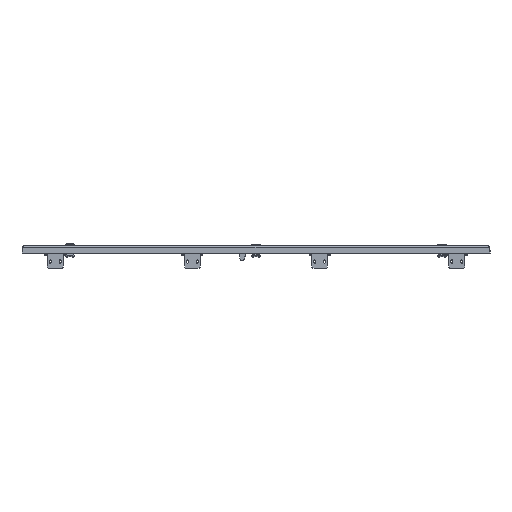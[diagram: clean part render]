
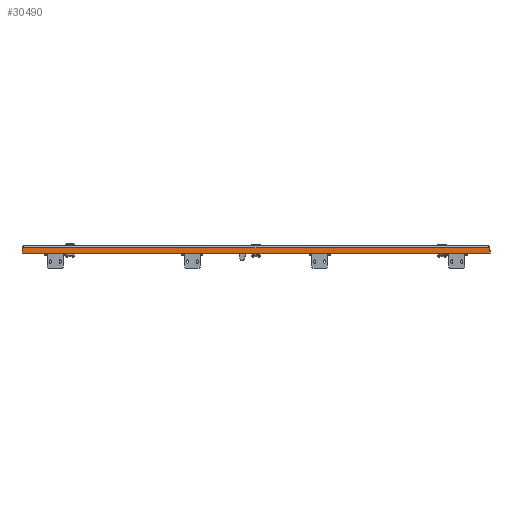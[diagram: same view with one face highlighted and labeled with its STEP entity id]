
A CAD part, left-side view. The second image highlights one B-rep face of the part: STEP entity #30490.
In plain terms, the highlighted planar face has unit normal (-1, 0, 0).
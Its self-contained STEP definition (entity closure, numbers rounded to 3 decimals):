
#5076 = PLANE ( 'NONE',  #63610 ) ;
#10470 = VERTEX_POINT ( 'NONE', #50061 ) ;
#15109 = DIRECTION ( 'NONE',  ( 0., 0., -1. ) ) ;
#15460 = CARTESIAN_POINT ( 'NONE',  ( -294.5, -595.429, -2. ) ) ;
#18860 = EDGE_CURVE ( 'NONE', #69984, #35091, #32078, .T. ) ;
#23434 = CARTESIAN_POINT ( 'NONE',  ( -294.5, -597.5, -18. ) ) ;
#30440 = VERTEX_POINT ( 'NONE', #38347 ) ;
#30490 = ADVANCED_FACE ( 'NONE', ( #65307 ), #5076, .F. ) ;
#32078 = LINE ( 'NONE', #15460, #41164 ) ;
#32683 = DIRECTION ( 'NONE',  ( 1., 0., 0. ) ) ;
#32696 = ORIENTED_EDGE ( 'NONE', *, *, #18860, .F. ) ;
#33532 = CARTESIAN_POINT ( 'NONE',  ( -294.5, -595.429, -18. ) ) ;
#33810 = ORIENTED_EDGE ( 'NONE', *, *, #64038, .F. ) ;
#35091 = VERTEX_POINT ( 'NONE', #33532 ) ;
#35932 = EDGE_CURVE ( 'NONE', #10470, #30440, #37111, .T. ) ;
#37111 = LINE ( 'NONE', #37462, #61632 ) ;
#37462 = CARTESIAN_POINT ( 'NONE',  ( -294.5, 595.429, 0. ) ) ;
#38347 = CARTESIAN_POINT ( 'NONE',  ( -294.5, 595.429, -18. ) ) ;
#39045 = DIRECTION ( 'NONE',  ( 0., 1., 0. ) ) ;
#39718 = LINE ( 'NONE', #23434, #56603 ) ;
#41164 = VECTOR ( 'NONE', #15109, 1000. ) ;
#44374 = EDGE_LOOP ( 'NONE', ( #66958, #45685, #33810, #32696 ) ) ;
#45685 = ORIENTED_EDGE ( 'NONE', *, *, #35932, .T. ) ;
#50061 = CARTESIAN_POINT ( 'NONE',  ( -294.5, 595.429, -4. ) ) ;
#53621 = DIRECTION ( 'NONE',  ( 0., 0., -1. ) ) ;
#53780 = DIRECTION ( 'NONE',  ( 0., 0., -1. ) ) ;
#56353 = VECTOR ( 'NONE', #62880, 1000. ) ;
#56603 = VECTOR ( 'NONE', #39045, 1000. ) ;
#58272 = LINE ( 'NONE', #69246, #56353 ) ;
#58694 = EDGE_CURVE ( 'NONE', #10470, #69984, #58272, .T. ) ;
#60155 = CARTESIAN_POINT ( 'NONE',  ( -294.5, -595.429, -4. ) ) ;
#61632 = VECTOR ( 'NONE', #53780, 1000. ) ;
#62880 = DIRECTION ( 'NONE',  ( 0., -1., 0. ) ) ;
#63610 = AXIS2_PLACEMENT_3D ( 'NONE', #64969, #32683, #53621 ) ;
#64038 = EDGE_CURVE ( 'NONE', #35091, #30440, #39718, .T. ) ;
#64969 = CARTESIAN_POINT ( 'NONE',  ( -294.5, 0., 0. ) ) ;
#65307 = FACE_OUTER_BOUND ( 'NONE', #44374, .T. ) ;
#66958 = ORIENTED_EDGE ( 'NONE', *, *, #58694, .F. ) ;
#69246 = CARTESIAN_POINT ( 'NONE',  ( -294.5, -597.5, -4. ) ) ;
#69984 = VERTEX_POINT ( 'NONE', #60155 ) ;
